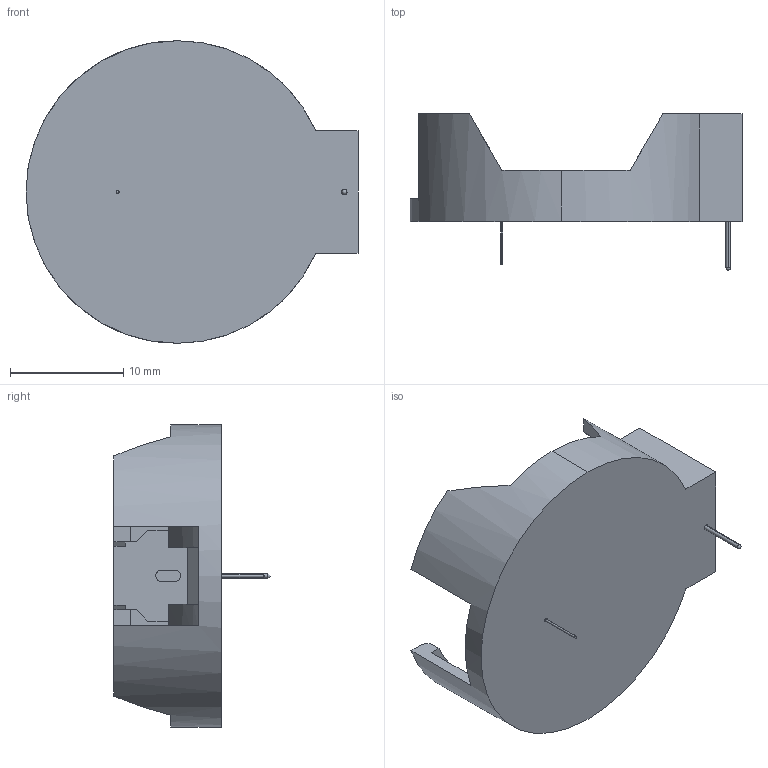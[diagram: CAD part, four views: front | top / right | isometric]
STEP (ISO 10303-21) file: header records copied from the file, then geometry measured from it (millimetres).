
FILE_DESCRIPTION (( 'STEP AP214' ), '1' );
FILE_NAME ('BE584836-A639-4998-B519-953E8240A5F4.STEP', '2025-05-07T20:20:55', ( '' ), ( '' ), 'SwSTEP 2.0', 'SolidWorks 2022', '' );
FILE_SCHEMA (( 'AUTOMOTIVE_DESIGN' ));
Length unit declared in the file: millimetre
Products named in the file (1): BE584836-A639-4998-B519-953E8240A5F4
Bounding box: 29.34 x 13.8 x 26.75 mm (x, y, z)
Volume: 1568.5 mm3; surface area: 2846.5 mm2
Topology: 3 solids, 3 shells, 135 faces, 389 edges, 254 vertices
Faces by surface type: plane 106, cylinder 25, bspline 4
Entity records: 5030 total; most frequent: CARTESIAN_POINT 904, ORIENTED_EDGE 770, DIRECTION 705, EDGE_CURVE 385, LINE 299, VECTOR 299, VERTEX_POINT 254, AXIS2_PLACEMENT_3D 203
